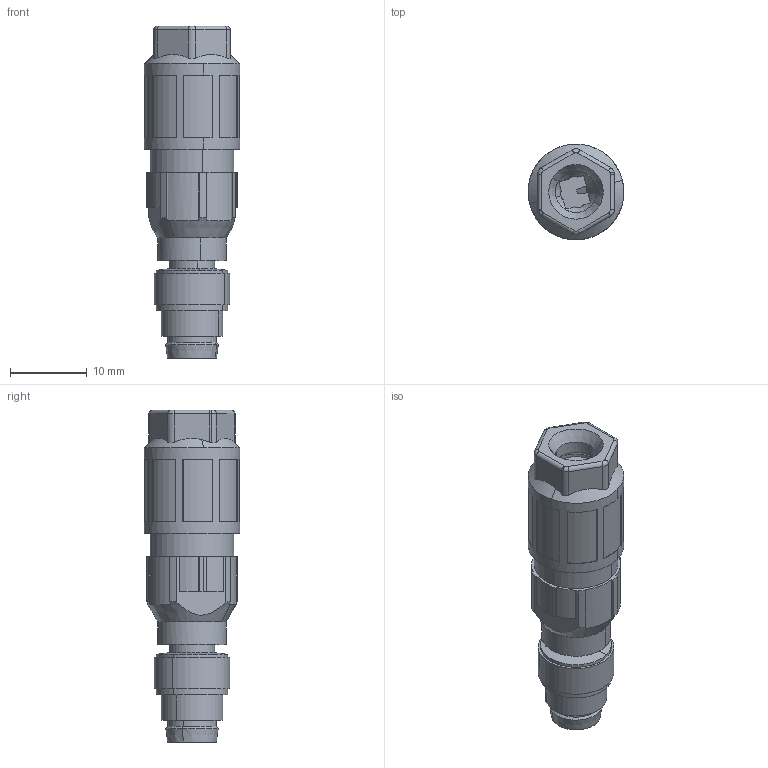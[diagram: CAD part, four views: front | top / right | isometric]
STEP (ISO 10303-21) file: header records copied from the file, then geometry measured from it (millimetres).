
FILE_DESCRIPTION (( 'STEP AP203' ), '1' );
FILE_NAME ('7000-08325-0000000.step', '2025-06-04T18:48:59', ( '' ), ( '' ), 'SwSTEP 2.0', 'SolidWorks 2024', '' );
FILE_SCHEMA (( 'CONFIG_CONTROL_DESIGN' ));
Length unit declared in the file: millimetre
Products named in the file (1): 7000-08325-0000000
Bounding box: 12.49 x 12.49 x 43.35 mm (x, y, z)
Volume: 3169.9 mm3; surface area: 4009.2 mm2
Topology: 2 solids, 2 shells, 413 faces, 1123 edges, 744 vertices
Faces by surface type: plane 280, cylinder 104, cone 18, torus 10, bspline 1
Entity records: 15298 total; most frequent: CARTESIAN_POINT 4623, ORIENTED_EDGE 2246, DIRECTION 2168, EDGE_CURVE 1123, LINE 780, VECTOR 780, VERTEX_POINT 744, AXIS2_PLACEMENT_3D 694
